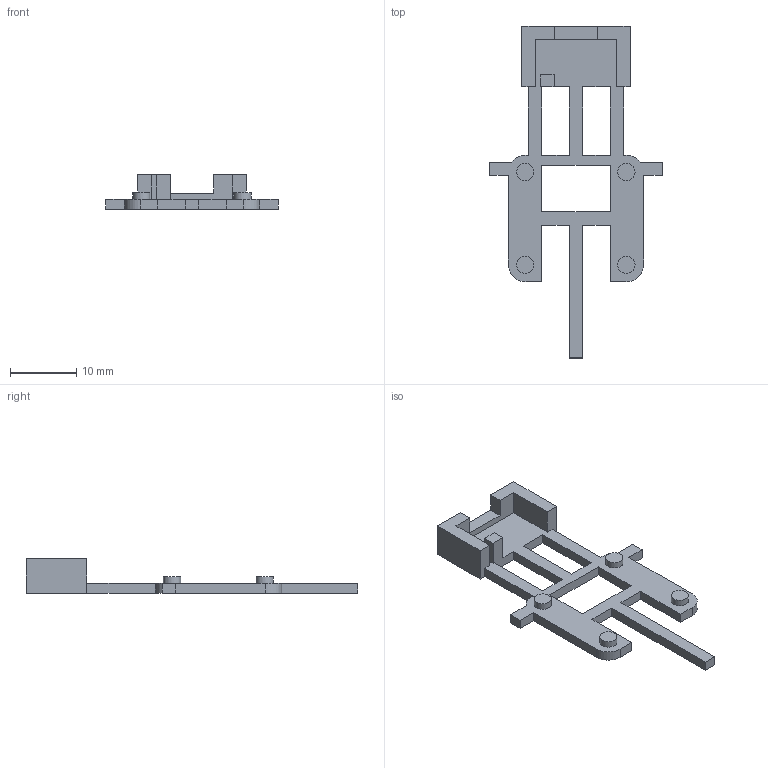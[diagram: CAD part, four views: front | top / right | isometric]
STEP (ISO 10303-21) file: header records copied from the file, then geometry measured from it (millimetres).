
FILE_DESCRIPTION(/* description */ (''),/* implementation_level */ '2;1');
FILE_NAME(/* name */ 'lipo_charger_skeleton.step',/* time_stamp */ '2026-01-09T16:59:18-05:00',/* author */ (''),/* organization */ (''),/* preprocessor_version */ 'ST-DEVELOPER v20.1',/* originating_system */ 'Autodesk Translation Framework v14.21.0.0',/* authorisation */ '');
FILE_SCHEMA (('AUTOMOTIVE_DESIGN { 1 0 10303 214 3 1 1 }'));
Length unit declared in the file: millimetre
Products named in the file (1): Adafruit_lipo_charger_skeleton
Bounding box: 26 x 50 x 5.23 mm (x, y, z)
Volume: 953.4 mm3; surface area: 1666.7 mm2
Topology: 1 solids, 1 shells, 72 faces, 198 edges, 132 vertices
Faces by surface type: plane 64, cylinder 8
Full cylindrical faces by diameter (mm): 2.595 x4
Entity records: 2292 total; most frequent: CARTESIAN_POINT 403, ORIENTED_EDGE 396, DIRECTION 360, EDGE_CURVE 198, LINE 182, VECTOR 182, VERTEX_POINT 132, AXIS2_PLACEMENT_3D 89
